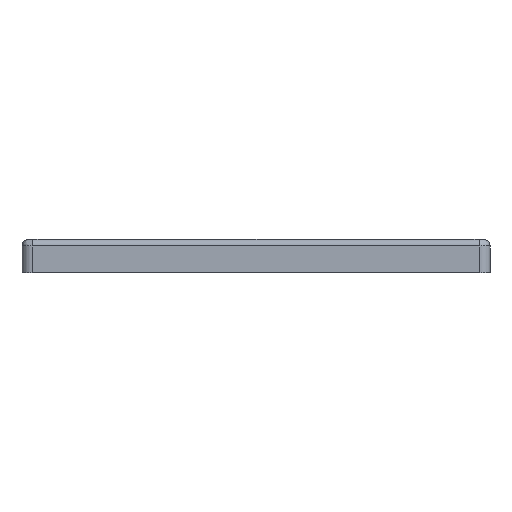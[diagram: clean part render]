
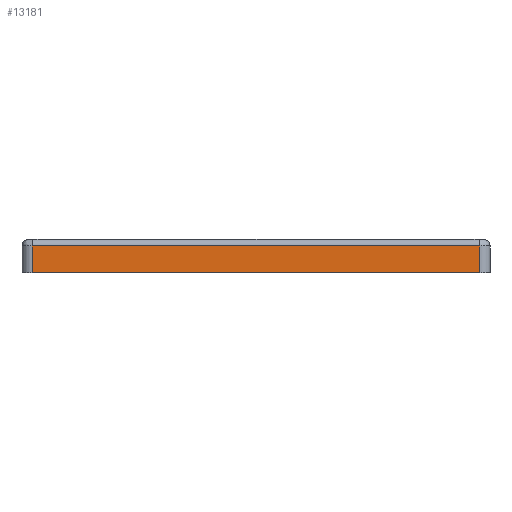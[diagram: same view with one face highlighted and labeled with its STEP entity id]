
A CAD part, left-side view. The second image highlights one B-rep face of the part: STEP entity #13181.
In plain terms, the highlighted face is planar.
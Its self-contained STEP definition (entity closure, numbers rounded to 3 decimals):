
#394=PLANE('',#13521);
#1092=FACE_OUTER_BOUND('',#1831,.T.);
#1831=EDGE_LOOP('',(#11934,#11935,#11936,#11937));
#2839=LINE('',#24649,#3883);
#2845=LINE('',#24711,#3889);
#2855=LINE('',#24747,#3899);
#2876=LINE('',#24828,#3920);
#3883=VECTOR('',#14999,10.);
#3889=VECTOR('',#15025,10.);
#3899=VECTOR('',#15073,10.);
#3920=VECTOR('',#15168,10.);
#6064=VERTEX_POINT('',#24634);
#6067=VERTEX_POINT('',#24648);
#6077=VERTEX_POINT('',#24709);
#6084=VERTEX_POINT('',#24746);
#7997=EDGE_CURVE('',#6064,#6067,#2839,.T.);
#8014=EDGE_CURVE('',#6077,#6064,#2845,.T.);
#8031=EDGE_CURVE('',#6067,#6084,#2855,.T.);
#8068=EDGE_CURVE('',#6084,#6077,#2876,.T.);
#11934=ORIENTED_EDGE('',*,*,#7997,.F.);
#11935=ORIENTED_EDGE('',*,*,#8014,.F.);
#11936=ORIENTED_EDGE('',*,*,#8068,.F.);
#11937=ORIENTED_EDGE('',*,*,#8031,.F.);
#13181=ADVANCED_FACE('',(#1092),#394,.T.);
#13521=AXIS2_PLACEMENT_3D('',#24827,#15166,#15167);
#14999=DIRECTION('',(1.,0.,0.));
#15025=DIRECTION('',(0.,0.,-1.));
#15073=DIRECTION('',(0.,0.,1.));
#15166=DIRECTION('center_axis',(0.,1.,0.));
#15167=DIRECTION('ref_axis',(0.,0.,
-1.));
#15168=DIRECTION('',(-1.,0.,0.));
#24634=CARTESIAN_POINT('',(63.462,-56.5,-3.));
#24648=CARTESIAN_POINT('',(197.462,-56.5,-3.));
#24649=CARTESIAN_POINT('',(106.731,-56.5,-3.));
#24709=CARTESIAN_POINT('',(63.462,-56.5,5.));
#24711=CARTESIAN_POINT('',(63.462,-56.5,5.));
#24746=CARTESIAN_POINT('',(197.462,-56.5,5.));
#24747=CARTESIAN_POINT('',(197.462,-56.5,5.));
#24827=CARTESIAN_POINT('Origin',(120.462,-56.5,5.));
#24828=CARTESIAN_POINT('',(120.462,-56.5,5.));
